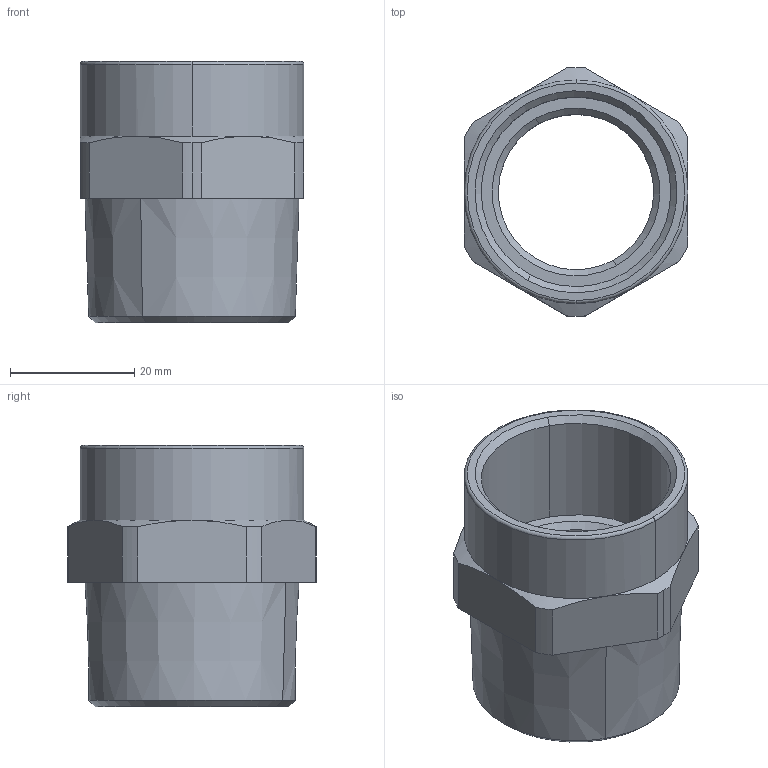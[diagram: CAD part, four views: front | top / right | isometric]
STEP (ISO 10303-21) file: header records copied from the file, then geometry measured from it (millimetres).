
FILE_DESCRIPTION(('CATIA V5 STEP Exchange','CAx-IF Rec.Pracs.--- Model Styling and Organization---1.4--- 2014-01-23'),'2;1');
FILE_NAME ('163513-1_0_1262390000_1262390000.stp','2022-12-19T05:30:03+00:00',('none'),('Weidmueller'),'CATIA Version 5-6 Release 2016 SP3 HF44','CATIA V5 STEP AP214','none');
FILE_SCHEMA(('AUTOMOTIVE_DESIGN { 1 0 10303 214 1 1 1 1 }'));
Length unit declared in the file: millimetre
Products named in the file (1): ADAPS NPT1-M32-W
Bounding box: 36 x 40 x 42 mm (x, y, z)
Volume: 15943.8 mm3; surface area: 9235.7 mm2
Topology: 1 solids, 1 shells, 44 faces, 104 edges, 64 vertices
Faces by surface type: cone 16, cylinder 14, plane 10, torus 4
Entity records: 1211 total; most frequent: CARTESIAN_POINT 279, ORIENTED_EDGE 208, DIRECTION 142, EDGE_CURVE 104, AXIS2_PLACEMENT_3D 81, VERTEX_POINT 64, CIRCLE 54, EDGE_LOOP 48
